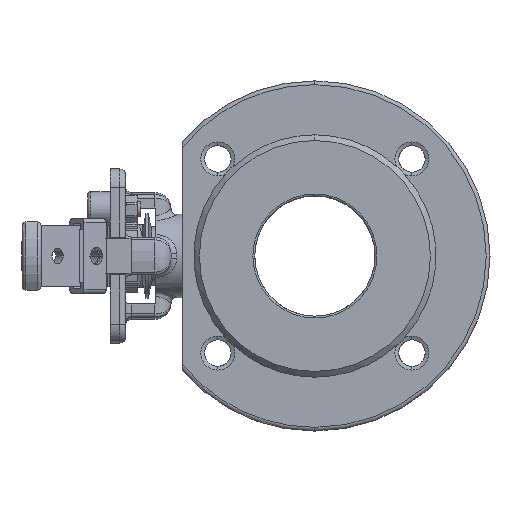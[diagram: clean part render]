
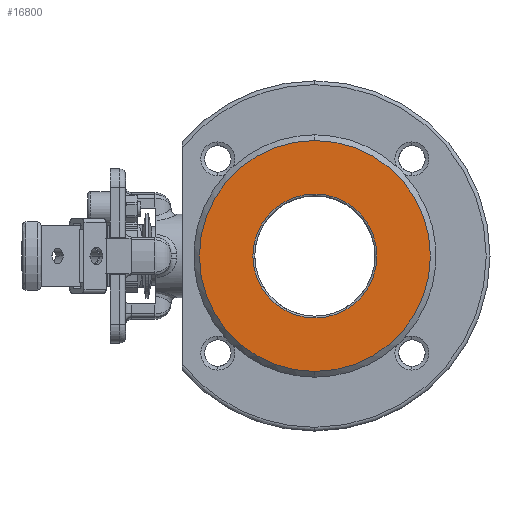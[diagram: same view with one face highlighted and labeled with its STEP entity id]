
A CAD part, left-side view. The second image highlights one B-rep face of the part: STEP entity #16800.
In plain terms, the highlighted planar face has unit normal (-1, 0, 0).
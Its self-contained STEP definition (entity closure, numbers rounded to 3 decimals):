
#291 = CARTESIAN_POINT ( 'NONE',  ( -55., 0., 0. ) ) ;
#1423 = ORIENTED_EDGE ( 'NONE', *, *, #13939, .T. ) ;
#1752 = ORIENTED_EDGE ( 'NONE', *, *, #10187, .T. ) ;
#4662 = CARTESIAN_POINT ( 'NONE',  ( -55., 0., 0. ) ) ;
#5422 = CARTESIAN_POINT ( 'NONE',  ( -55., 0., 0. ) ) ;
#6952 = EDGE_LOOP ( 'NONE', ( #21740, #1752 ) ) ;
#8507 = DIRECTION ( 'NONE',  ( 0., 0., 1. ) ) ;
#8772 = PLANE ( 'NONE',  #24486 ) ;
#9388 = DIRECTION ( 'NONE',  ( 1., 0., 0. ) ) ;
#9794 = DIRECTION ( 'NONE',  ( 0., 0., 1. ) ) ;
#10187 = EDGE_CURVE ( 'NONE', #38733, #30588, #34962, .T. ) ;
#12387 = DIRECTION ( 'NONE',  ( -1., 0., 0. ) ) ;
#13306 = CARTESIAN_POINT ( 'NONE',  ( -55., 0., 0. ) ) ;
#13939 = EDGE_CURVE ( 'NONE', #24622, #35158, #15734, .T. ) ;
#14548 = DIRECTION ( 'NONE',  ( -1., 0., 0. ) ) ;
#15443 = CARTESIAN_POINT ( 'NONE',  ( -55., 0., 31.75 ) ) ;
#15734 = CIRCLE ( 'NONE', #28745, 61. ) ;
#16800 = ADVANCED_FACE ( 'NONE', ( #40491, #23553 ), #8772, .T. ) ;
#18605 = CARTESIAN_POINT ( 'NONE',  ( -55., 0., -32.75 ) ) ;
#21740 = ORIENTED_EDGE ( 'NONE', *, *, #26726, .T. ) ;
#22470 = AXIS2_PLACEMENT_3D ( 'NONE', #5422, #37129, #8507 ) ;
#23553 = FACE_OUTER_BOUND ( 'NONE', #32204, .T. ) ;
#24186 = DIRECTION ( 'NONE',  ( 0., 0., 1. ) ) ;
#24486 = AXIS2_PLACEMENT_3D ( 'NONE', #15443, #12387, #40967 ) ;
#24622 = VERTEX_POINT ( 'NONE', #27517 ) ;
#25658 = ORIENTED_EDGE ( 'NONE', *, *, #33187, .T. ) ;
#26726 = EDGE_CURVE ( 'NONE', #30588, #38733, #39134, .T. ) ;
#27395 = AXIS2_PLACEMENT_3D ( 'NONE', #13306, #32445, #35525 ) ;
#27517 = CARTESIAN_POINT ( 'NONE',  ( -55., 0., 61. ) ) ;
#28745 = AXIS2_PLACEMENT_3D ( 'NONE', #4662, #14548, #24186 ) ;
#29805 = CARTESIAN_POINT ( 'NONE',  ( -55., 0., -61. ) ) ;
#30588 = VERTEX_POINT ( 'NONE', #37943 ) ;
#31263 = AXIS2_PLACEMENT_3D ( 'NONE', #291, #9388, #9794 ) ;
#32204 = EDGE_LOOP ( 'NONE', ( #25658, #1423 ) ) ;
#32445 = DIRECTION ( 'NONE',  ( -1., 0., 0. ) ) ;
#33187 = EDGE_CURVE ( 'NONE', #35158, #24622, #34584, .T. ) ;
#34584 = CIRCLE ( 'NONE', #27395, 61. ) ;
#34962 = CIRCLE ( 'NONE', #22470, 32.75 ) ;
#35158 = VERTEX_POINT ( 'NONE', #29805 ) ;
#35525 = DIRECTION ( 'NONE',  ( 0., 0., 1. ) ) ;
#37129 = DIRECTION ( 'NONE',  ( 1., 0., 0. ) ) ;
#37943 = CARTESIAN_POINT ( 'NONE',  ( -55., 0., 32.75 ) ) ;
#38733 = VERTEX_POINT ( 'NONE', #18605 ) ;
#39134 = CIRCLE ( 'NONE', #31263, 32.75 ) ;
#40491 = FACE_BOUND ( 'NONE', #6952, .T. ) ;
#40967 = DIRECTION ( 'NONE',  ( 0., 0., 1. ) ) ;
